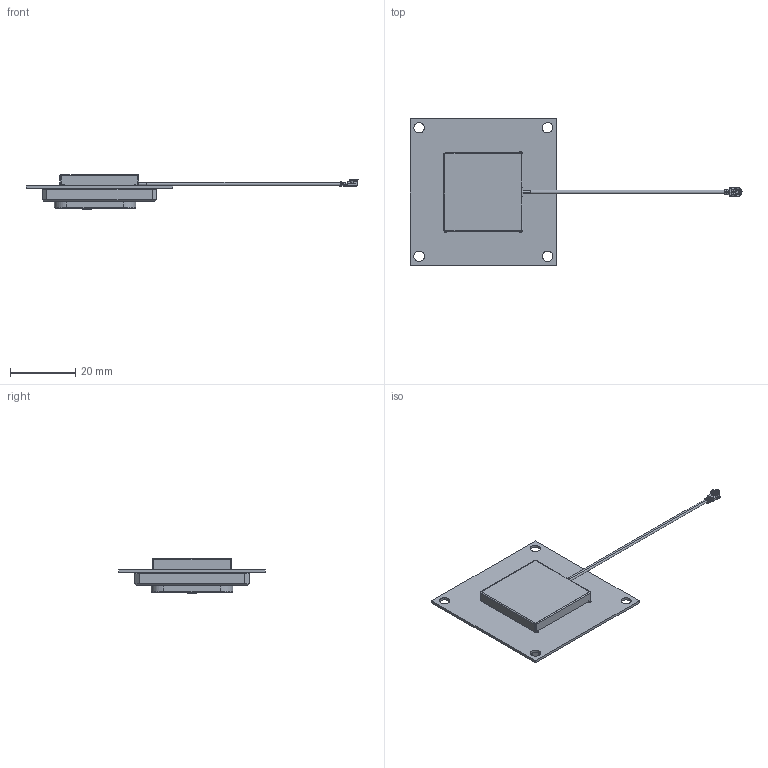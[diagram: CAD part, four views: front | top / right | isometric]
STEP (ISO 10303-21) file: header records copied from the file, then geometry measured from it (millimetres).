
FILE_DESCRIPTION (( 'STEP AP214' ), '1' );
FILE_NAME ('AGVLB356.A.07.0100AO_Web.STEP', '2025-06-18T06:21:51', ( '' ), ( '' ), 'SwSTEP 2.0', 'SolidWorks 2022', '' );
FILE_SCHEMA (( 'AUTOMOTIVE_DESIGN' ));
Length unit declared in the file: millimetre
Products named in the file (27): Inductor_-_0402_-_LQW15_CMP-006-00262-3; Capacitor_-_0402_-_GRM_CMP-001-00346-35; Resistor_-_0402_-_RC_L_CMP-009-00374-1; Inductor_-_0402_-_MLK_CMP-006-00164-15; AP2125KS-1.8TRG1-Footprint-1_CMP-00034-1; Diode_-_0402_(1006_Metric)_-_ESD105_CMP-004-00429-4; Capacitor_-_0402_-_GJM_CMP-001-00510-16; Capacitor_-_0402_-_GCM_CMP-001-00381-32; TG240187_AGVLB356_A_07_0100AO-01_BOARD; Capacitor_-_0402_-_GRM_CMP-001-00366-36; AGVLB356.A.07.0100AO_Web; Inductor_-_0402_-_MLG_CMP-006-00146-16; 300115C010000A_Gray 1.13 cable; Diode_-_2-XDFN_CMP-004-00432-3; TAOGLAS_000523D010000A-Footprint-1; STD IPEX.MHF1(113).Au; TG240187_AGVLB356_A_07_0100AO-01; BGA855N6E6327XTSA1_CMP-014-00108-4; Inductor_-_0402_-_LQW15_CMP-006-00274-3; Capacitor_-_0402_-_GRM_CMP-001-00527-17; AGVLB356.A-25x25x2; BGA824N6E6327XTSA1_CMP-014-00107-2; TAOGLAS_AGVLB.356A_CMP-216-000004-3; SP1005-01ETG-Footprint-1_CMP-004-00315-4; Inductor_-_0402_-_LQG15_CMP-006-00222-3; B39162B4392P810_CMP-00015-2; Inductor_-_0402_-_MLK_CMP-006-00151-15
Assembly tree (56 placements, depth 3):
  AGVLB356.A.07.0100AO_Web
    300115C010000A_Gray 1.13 cable
    STD IPEX.MHF1(113).Au
    AGVLB356.A-25x25x2
    TG240187_AGVLB356_A_07_0100AO-01
      TG240187_AGVLB356_A_07_0100AO-01_BOARD
      TAOGLAS_000523D010000A-Footprint-1
      Inductor_-_0402_-_MLK_CMP-006-00151-15  x2
      TAOGLAS_AGVLB.356A_CMP-216-000004-3
      BGA855N6E6327XTSA1_CMP-014-00108-4  x2
      AP2125KS-1.8TRG1-Footprint-1_CMP-00034-1
      BGA824N6E6327XTSA1_CMP-014-00107-2  x2
      Resistor_-_0402_-_RC_L_CMP-009-00374-1  x4
      Inductor_-_0402_-_MLG_CMP-006-00146-16  x2
      Inductor_-_0402_-_LQW15_CMP-006-00262-3  x2
      Inductor_-_0402_-_LQW15_CMP-006-00274-3  x4
      Inductor_-_0402_-_LQG15_CMP-006-00222-3
      Inductor_-_0402_-_MLK_CMP-006-00164-15  x2
      B39162B4392P810_CMP-00015-2  x2
      SP1005-01ETG-Footprint-1_CMP-004-00315-4
      Diode_-_0402_(1006_Metric)_-_ESD105_CMP-004-00429-4  x3
      Diode_-_2-XDFN_CMP-004-00432-3
      Capacitor_-_0402_-_GRM_CMP-001-00366-36  x14
      Capacitor_-_0402_-_GRM_CMP-001-00527-17
      Capacitor_-_0402_-_GRM_CMP-001-00346-35  x2
      Capacitor_-_0402_-_GJM_CMP-001-00510-16  x2
      Capacitor_-_0402_-_GCM_CMP-001-00381-32
Bounding box: 101.84 x 45 x 10.6 mm (x, y, z)
Volume: 8219.6 mm3; surface area: 14591.5 mm2
Topology: 262 solids, 262 shells, 4118 faces, 9915 edges, 6021 vertices
Faces by surface type: plane 1733, cylinder 1406, torus 530, sphere 216, bspline 208, cone 25
Entity records: 71469 total; most frequent: CARTESIAN_POINT 18370, ORIENTED_EDGE 9970, DIRECTION 9757, EDGE_CURVE 4985, AXIS2_PLACEMENT_3D 3350, VERTEX_POINT 3151, VECTOR 3057, LINE 3057
